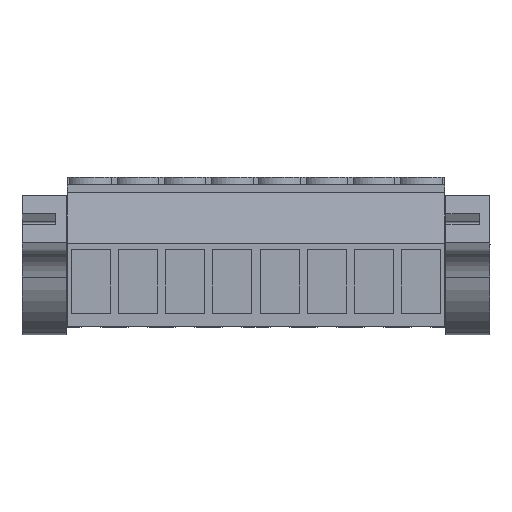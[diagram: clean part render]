
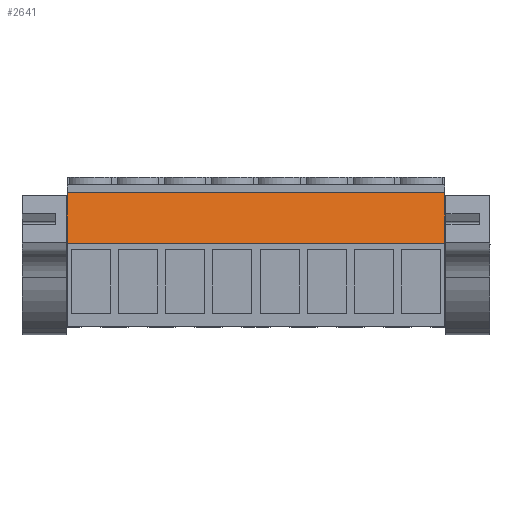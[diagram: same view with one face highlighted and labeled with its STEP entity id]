
A CAD part, top view. The second image highlights one B-rep face of the part: STEP entity #2641.
In plain terms, the highlighted planar face has unit normal (0, 0.18, 0.984).
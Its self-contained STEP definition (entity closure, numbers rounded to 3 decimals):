
#2621=AXIS2_PLACEMENT_3D('Plane Axis2P3D',#2618,#2619,#2620) ;
#77=CARTESIAN_POINT('Vertex',(4.85,9.805,19.751)) ;
#80=CARTESIAN_POINT('Line Origine',(4.85,12.537,19.251)) ;
#84=CARTESIAN_POINT('Vertex',(4.85,15.269,18.752)) ;
#2603=CARTESIAN_POINT('Vertex',(45.49,9.805,19.751)) ;
#2606=CARTESIAN_POINT('Line Origine',(25.17,9.805,19.751)) ;
#2618=CARTESIAN_POINT('Axis2P3D Location',(25.17,15.269,18.752)) ;
#2623=CARTESIAN_POINT('Line Origine',(45.49,12.537,19.251)) ;
#2627=CARTESIAN_POINT('Vertex',(45.49,15.269,18.752)) ;
#2630=CARTESIAN_POINT('Line Origine',(25.17,15.269,18.752)) ;
#81=DIRECTION('Vector Direction',(0.,-0.984,0.18)) ;
#2607=DIRECTION('Vector Direction',(1.,0.,0.)) ;
#2619=DIRECTION('Axis2P3D Direction',(0.,0.18,0.984)) ;
#2620=DIRECTION('Axis2P3D XDirection',(0.,-0.984,0.18)) ;
#2624=DIRECTION('Vector Direction',(0.,-0.984,0.18)) ;
#2631=DIRECTION('Vector Direction',(1.,0.,0.)) ;
#82=VECTOR('Line Direction',#81,1.) ;
#2608=VECTOR('Line Direction',#2607,1.) ;
#2625=VECTOR('Line Direction',#2624,1.) ;
#2632=VECTOR('Line Direction',#2631,1.) ;
#2636=ORIENTED_EDGE('',*,*,#86,.F.) ;
#2637=ORIENTED_EDGE('',*,*,#2610,.T.) ;
#2638=ORIENTED_EDGE('',*,*,#2629,.F.) ;
#2639=ORIENTED_EDGE('',*,*,#2634,.F.) ;
#2641=ADVANCED_FACE('HOUSING',(#2640),#2622,.T.) ;
#86=EDGE_CURVE('',#78,#85,#83,.F.) ;
#2610=EDGE_CURVE('',#78,#2604,#2609,.T.) ;
#2629=EDGE_CURVE('',#2628,#2604,#2626,.T.) ;
#2634=EDGE_CURVE('',#85,#2628,#2633,.T.) ;
#2635=EDGE_LOOP('',(#2636,#2637,#2638,#2639)) ;
#2640=FACE_OUTER_BOUND('',#2635,.T.) ;
#83=LINE('Line',#80,#82) ;
#2609=LINE('Line',#2606,#2608) ;
#2626=LINE('Line',#2623,#2625) ;
#2633=LINE('Line',#2630,#2632) ;
#2622=PLANE('',#2621) ;
#78=VERTEX_POINT('',#77) ;
#85=VERTEX_POINT('',#84) ;
#2604=VERTEX_POINT('',#2603) ;
#2628=VERTEX_POINT('',#2627) ;
